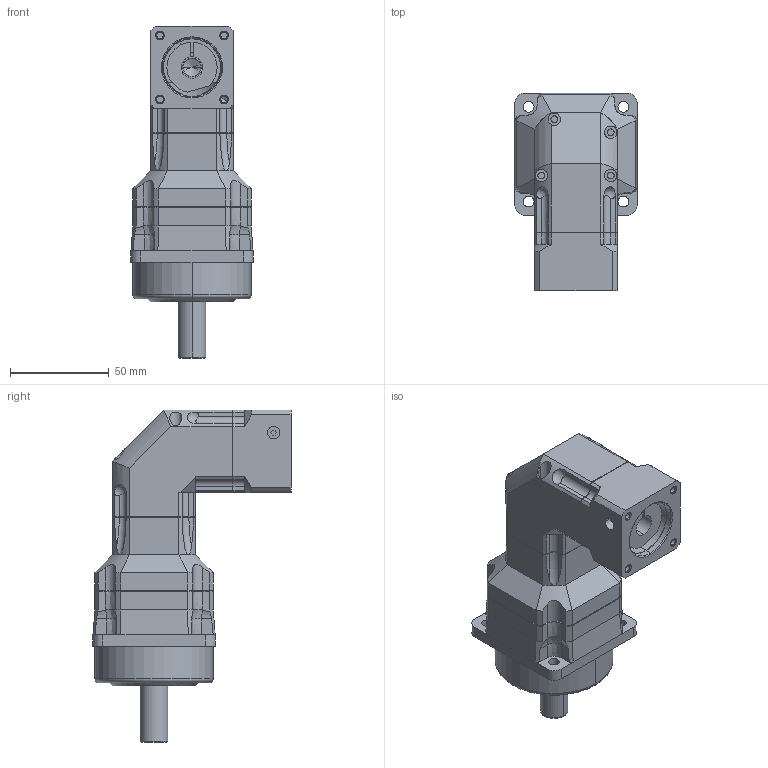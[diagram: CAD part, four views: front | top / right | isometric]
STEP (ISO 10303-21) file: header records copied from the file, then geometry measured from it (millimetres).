
FILE_DESCRIPTION((''),'2;1');
FILE_NAME('AFR0602-P0401100102_ASM','2008-11-05T',('d00080'),(''),'PRO/ENGINEER BY PARAMETRIC TECHNOLOGY CORPORATION, 2006170','PRO/ENGINEER BY PARAMETRIC TECHNOLOGY CORPORATION, 2006170','');
FILE_SCHEMA(('CONFIG_CONTROL_DESIGN'));
Length unit declared in the file: millimetre
Products named in the file (5): AF0602; AB0602-1; PD010001; P0401100102; AFR0602-P0401100102_ASM
Assembly tree (4 placements, depth 2):
  AFR0602-P0401100102_ASM
    AF0602
    AB0602-1
    PD010001
    P0401100102
Bounding box: 62 x 100.5 x 168.5 mm (x, y, z)
Volume: 324390.2 mm3; surface area: 67496.5 mm2
Topology: 5 solids, 15 shells, 527 faces, 1265 edges, 771 vertices
Faces by surface type: plane 197, cylinder 176, cone 94, bspline 36, torus 20, sphere 4
Entity records: 16805 total; most frequent: CARTESIAN_POINT 4525, DIRECTION 2594, ORIENTED_EDGE 2456, EDGE_CURVE 1251, AXIS2_PLACEMENT_3D 1003, VERTEX_POINT 771, VECTOR 588, LINE 588
